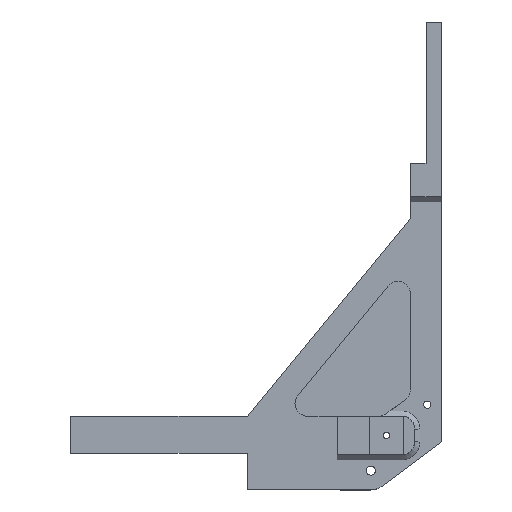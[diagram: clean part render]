
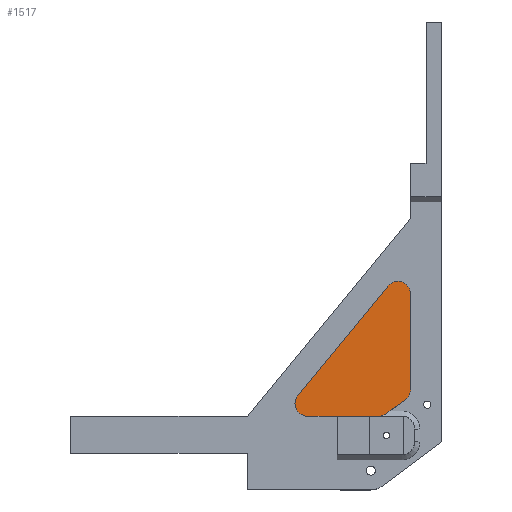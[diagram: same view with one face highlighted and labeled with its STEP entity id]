
A CAD part, top view. The second image highlights one B-rep face of the part: STEP entity #1517.
In plain terms, the highlighted planar face has unit normal (0, 0, 1).
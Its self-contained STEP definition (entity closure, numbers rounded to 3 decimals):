
#25 = DIRECTION ( 'NONE',  ( 0., 0., -1. ) ) ;
#51 = ORIENTED_EDGE ( 'NONE', *, *, #1691, .T. ) ;
#59 = CARTESIAN_POINT ( 'NONE',  ( 98., -64.554, 22.5 ) ) ;
#66 = AXIS2_PLACEMENT_3D ( 'NONE', #236, #73, #416 ) ;
#73 = DIRECTION ( 'NONE',  ( 0., 0., 1. ) ) ;
#117 = EDGE_CURVE ( 'NONE', #782, #397, #1719, .T. ) ;
#118 = ORIENTED_EDGE ( 'NONE', *, *, #117, .F. ) ;
#119 = AXIS2_PLACEMENT_3D ( 'NONE', #1914, #25, #1014 ) ;
#187 = DIRECTION ( 'NONE',  ( -1., 0., 0. ) ) ;
#231 = VERTEX_POINT ( 'NONE', #589 ) ;
#236 = CARTESIAN_POINT ( 'NONE',  ( 57.959, -121., 22.5 ) ) ;
#298 = ORIENTED_EDGE ( 'NONE', *, *, #2051, .F. ) ;
#363 = AXIS2_PLACEMENT_3D ( 'NONE', #1963, #2128, #898 ) ;
#393 = DIRECTION ( 'NONE',  ( 0., -1., 0. ) ) ;
#397 = VERTEX_POINT ( 'NONE', #1061 ) ;
#416 = DIRECTION ( 'NONE',  ( -1., 0., 0. ) ) ;
#443 = DIRECTION ( 'NONE',  ( -1., 0., 0. ) ) ;
#462 = EDGE_CURVE ( 'NONE', #2060, #782, #1404, .T. ) ;
#530 = CARTESIAN_POINT ( 'NONE',  ( 93., -115.474, 22.5 ) ) ;
#537 = CIRCLE ( 'NONE', #2023, 5. ) ;
#589 = CARTESIAN_POINT ( 'NONE',  ( 57.959, -126., 22.5 ) ) ;
#593 = VECTOR ( 'NONE', #1123, 1000. ) ;
#605 = CARTESIAN_POINT ( 'NONE',  ( 89.142, -75.303, 22.5 ) ) ;
#617 = EDGE_CURVE ( 'NONE', #852, #2060, #1343, .T. ) ;
#782 = VERTEX_POINT ( 'NONE', #962 ) ;
#785 = CARTESIAN_POINT ( 'NONE',  ( 93., -78.483, 22.5 ) ) ;
#852 = VERTEX_POINT ( 'NONE', #2211 ) ;
#887 = PLANE ( 'NONE',  #363 ) ;
#896 = DIRECTION ( 'NONE',  ( 0.636, 0.772, 0. ) ) ;
#898 = DIRECTION ( 'NONE',  ( -1., 0., 0. ) ) ;
#909 = ORIENTED_EDGE ( 'NONE', *, *, #617, .F. ) ;
#948 = LINE ( 'NONE', #1195, #975 ) ;
#955 = EDGE_CURVE ( 'NONE', #397, #1414, #1565, .T. ) ;
#962 = CARTESIAN_POINT ( 'NONE',  ( 95.995, -119.478, 22.5 ) ) ;
#975 = VECTOR ( 'NONE', #1596, 1000. ) ;
#1014 = DIRECTION ( 'NONE',  ( -1., 0., 0. ) ) ;
#1048 = ORIENTED_EDGE ( 'NONE', *, *, #955, .F. ) ;
#1061 = CARTESIAN_POINT ( 'NONE',  ( 88.609, -125.004, 22.5 ) ) ;
#1123 = DIRECTION ( 'NONE',  ( -0.801, -0.599, 0. ) ) ;
#1143 = EDGE_CURVE ( 'NONE', #1924, #1568, #1186, .T. ) ;
#1186 = LINE ( 'NONE', #1236, #1269 ) ;
#1195 = CARTESIAN_POINT ( 'NONE',  ( 85.613, -126., 22.5 ) ) ;
#1236 = CARTESIAN_POINT ( 'NONE',  ( 47.359, -126., 22.5 ) ) ;
#1269 = VECTOR ( 'NONE', #896, 1000. ) ;
#1343 = LINE ( 'NONE', #59, #2229 ) ;
#1403 = DIRECTION ( 'NONE',  ( 0., 0., -1. ) ) ;
#1404 = CIRCLE ( 'NONE', #1767, 5. ) ;
#1414 = VERTEX_POINT ( 'NONE', #1550 ) ;
#1469 = FACE_OUTER_BOUND ( 'NONE', #1821, .T. ) ;
#1474 = ORIENTED_EDGE ( 'NONE', *, *, #1576, .T. ) ;
#1517 = ADVANCED_FACE ( 'NONE', ( #1469 ), #887, .F. ) ;
#1550 = CARTESIAN_POINT ( 'NONE',  ( 85.613, -126., 22.5 ) ) ;
#1565 = CIRCLE ( 'NONE', #119, 5. ) ;
#1568 = VERTEX_POINT ( 'NONE', #605 ) ;
#1576 = EDGE_CURVE ( 'NONE', #1924, #231, #2213, .T. ) ;
#1596 = DIRECTION ( 'NONE',  ( -1., 0., 0. ) ) ;
#1691 = EDGE_CURVE ( 'NONE', #852, #1568, #537, .T. ) ;
#1719 = LINE ( 'NONE', #2204, #593 ) ;
#1767 = AXIS2_PLACEMENT_3D ( 'NONE', #530, #1403, #187 ) ;
#1821 = EDGE_LOOP ( 'NONE', ( #909, #51, #1868, #1474, #298, #1048, #118, #2122 ) ) ;
#1868 = ORIENTED_EDGE ( 'NONE', *, *, #1143, .F. ) ;
#1913 = CARTESIAN_POINT ( 'NONE',  ( 98., -115.474, 22.5 ) ) ;
#1914 = CARTESIAN_POINT ( 'NONE',  ( 85.613, -121., 22.5 ) ) ;
#1924 = VERTEX_POINT ( 'NONE', #2079 ) ;
#1963 = CARTESIAN_POINT ( 'NONE',  ( 93., -115.474, 22.5 ) ) ;
#2023 = AXIS2_PLACEMENT_3D ( 'NONE', #785, #2027, #443 ) ;
#2027 = DIRECTION ( 'NONE',  ( 0., 0., 1. ) ) ;
#2051 = EDGE_CURVE ( 'NONE', #1414, #231, #948, .T. ) ;
#2060 = VERTEX_POINT ( 'NONE', #1913 ) ;
#2079 = CARTESIAN_POINT ( 'NONE',  ( 54.1, -117.82, 22.5 ) ) ;
#2122 = ORIENTED_EDGE ( 'NONE', *, *, #462, .F. ) ;
#2128 = DIRECTION ( 'NONE',  ( 0., 0., -1. ) ) ;
#2204 = CARTESIAN_POINT ( 'NONE',  ( 95.995, -119.478, 22.5 ) ) ;
#2211 = CARTESIAN_POINT ( 'NONE',  ( 98., -78.483, 22.5 ) ) ;
#2213 = CIRCLE ( 'NONE', #66, 5. ) ;
#2229 = VECTOR ( 'NONE', #393, 1000. ) ;
